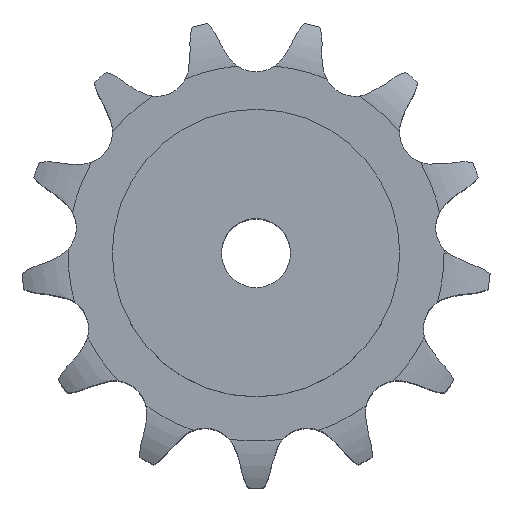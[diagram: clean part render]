
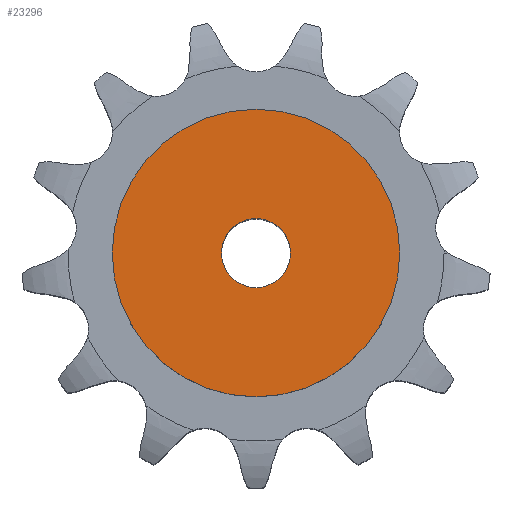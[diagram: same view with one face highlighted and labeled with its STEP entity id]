
A CAD part, top view. The second image highlights one B-rep face of the part: STEP entity #23296.
In plain terms, the highlighted planar face has unit normal (0, 0, 1).
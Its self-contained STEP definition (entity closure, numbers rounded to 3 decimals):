
#12678 = CYLINDRICAL_SURFACE('',#12679,15.);
#12679 = AXIS2_PLACEMENT_3D('',#12680,#12681,#12682);
#12680 = CARTESIAN_POINT('',(0.,0.,372.844));
#12681 = DIRECTION('',(0.,0.,1.));
#12682 = DIRECTION('',(1.,0.,0.));
#15943 = EDGE_CURVE('',#15944,#15944,#15946,.T.);
#15944 = VERTEX_POINT('',#15945);
#15945 = CARTESIAN_POINT('',(15.,0.,180.));
#15946 = SURFACE_CURVE('',#15947,(#15952,#15959),.PCURVE_S1.);
#15947 = CIRCLE('',#15948,15.);
#15948 = AXIS2_PLACEMENT_3D('',#15949,#15950,#15951);
#15949 = CARTESIAN_POINT('',(0.,0.,180.));
#15950 = DIRECTION('',(0.,0.,1.));
#15951 = DIRECTION('',(1.,0.,0.));
#15952 = PCURVE('',#12678,#15953);
#15953 = DEFINITIONAL_REPRESENTATION('',(#15954),#15958);
#15954 = LINE('',#15955,#15956);
#15955 = CARTESIAN_POINT('',(0.,-192.844));
#15956 = VECTOR('',#15957,1.);
#15957 = DIRECTION('',(1.,0.));
#15958 = ( GEOMETRIC_REPRESENTATION_CONTEXT(2) 
PARAMETRIC_REPRESENTATION_CONTEXT() REPRESENTATION_CONTEXT('2D SPACE',''
  ) );
#15959 = PCURVE('',#15960,#15965);
#15960 = PLANE('',#15961);
#15961 = AXIS2_PLACEMENT_3D('',#15962,#15963,#15964);
#15962 = CARTESIAN_POINT('',(0.,0.,180.
    ));
#15963 = DIRECTION('',(0.,0.,1.));
#15964 = DIRECTION('',(1.,0.,0.));
#15965 = DEFINITIONAL_REPRESENTATION('',(#15966),#15970);
#15966 = CIRCLE('',#15967,15.);
#15967 = AXIS2_PLACEMENT_2D('',#15968,#15969);
#15968 = CARTESIAN_POINT('',(0.,0.));
#15969 = DIRECTION('',(1.,0.));
#15970 = ( GEOMETRIC_REPRESENTATION_CONTEXT(2) 
PARAMETRIC_REPRESENTATION_CONTEXT() REPRESENTATION_CONTEXT('2D SPACE',''
  ) );
#23296 = ADVANCED_FACE('',(#23297,#23328),#15960,.T.);
#23297 = FACE_BOUND('',#23298,.T.);
#23298 = EDGE_LOOP('',(#23299));
#23299 = ORIENTED_EDGE('',*,*,#23300,.T.);
#23300 = EDGE_CURVE('',#23301,#23301,#23303,.T.);
#23301 = VERTEX_POINT('',#23302);
#23302 = CARTESIAN_POINT('',(62.5,0.,180.));
#23303 = SURFACE_CURVE('',#23304,(#23309,#23316),.PCURVE_S1.);
#23304 = CIRCLE('',#23305,62.5);
#23305 = AXIS2_PLACEMENT_3D('',#23306,#23307,#23308);
#23306 = CARTESIAN_POINT('',(0.,0.,180.));
#23307 = DIRECTION('',(0.,0.,1.));
#23308 = DIRECTION('',(1.,0.,0.));
#23309 = PCURVE('',#15960,#23310);
#23310 = DEFINITIONAL_REPRESENTATION('',(#23311),#23315);
#23311 = CIRCLE('',#23312,62.5);
#23312 = AXIS2_PLACEMENT_2D('',#23313,#23314);
#23313 = CARTESIAN_POINT('',(0.,0.));
#23314 = DIRECTION('',(1.,0.));
#23315 = ( GEOMETRIC_REPRESENTATION_CONTEXT(2) 
PARAMETRIC_REPRESENTATION_CONTEXT() REPRESENTATION_CONTEXT('2D SPACE',''
  ) );
#23316 = PCURVE('',#23317,#23322);
#23317 = CYLINDRICAL_SURFACE('',#23318,62.5);
#23318 = AXIS2_PLACEMENT_3D('',#23319,#23320,#23321);
#23319 = CARTESIAN_POINT('',(0.,0.,0.));
#23320 = DIRECTION('',(-0.,-0.,-1.));
#23321 = DIRECTION('',(1.,0.,0.));
#23322 = DEFINITIONAL_REPRESENTATION('',(#23323),#23327);
#23323 = LINE('',#23324,#23325);
#23324 = CARTESIAN_POINT('',(-0.,-180.));
#23325 = VECTOR('',#23326,1.);
#23326 = DIRECTION('',(-1.,0.));
#23327 = ( GEOMETRIC_REPRESENTATION_CONTEXT(2) 
PARAMETRIC_REPRESENTATION_CONTEXT() REPRESENTATION_CONTEXT('2D SPACE',''
  ) );
#23328 = FACE_BOUND('',#23329,.T.);
#23329 = EDGE_LOOP('',(#23330));
#23330 = ORIENTED_EDGE('',*,*,#15943,.F.);
